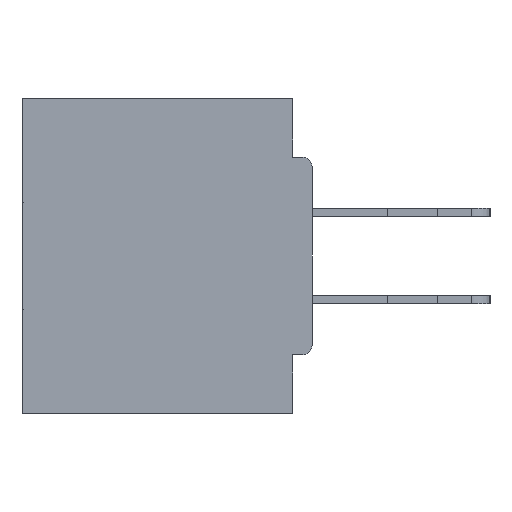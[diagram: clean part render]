
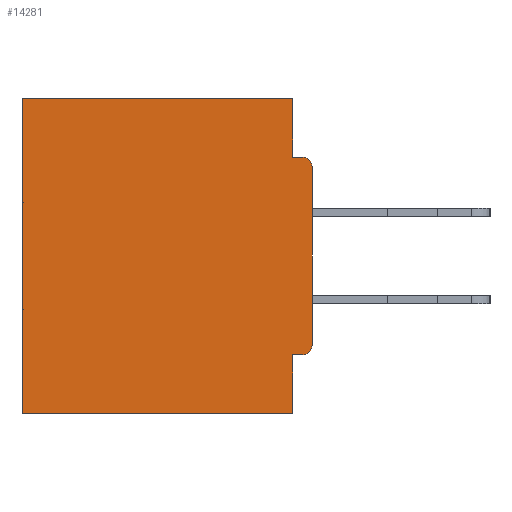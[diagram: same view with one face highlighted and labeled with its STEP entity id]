
A CAD part, left-side view. The second image highlights one B-rep face of the part: STEP entity #14281.
In plain terms, the highlighted planar face has unit normal (-1, 0, 0).
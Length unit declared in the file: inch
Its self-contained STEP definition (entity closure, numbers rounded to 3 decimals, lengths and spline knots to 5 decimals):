
#1673 = VECTOR ( 'NONE', #20856, 39.37008 ) ;
#2140 = CARTESIAN_POINT ( 'NONE',  ( 0.298, 0., 0. ) ) ;
#2157 = VECTOR ( 'NONE', #32661, 39.37008 ) ;
#2775 = CARTESIAN_POINT ( 'NONE',  ( 0.298, 0.015, -0.1085 ) ) ;
#2823 = CARTESIAN_POINT ( 'NONE',  ( 0.298, 0., -0.1085 ) ) ;
#2948 = VERTEX_POINT ( 'NONE', #11915 ) ;
#3536 = CARTESIAN_POINT ( 'NONE',  ( 0.298, 0.46, 0. ) ) ;
#4279 = LINE ( 'NONE', #14313, #31426 ) ;
#4989 = AXIS2_PLACEMENT_3D ( 'NONE', #25935, #42156, #6323 ) ;
#5773 = LINE ( 'NONE', #2140, #11413 ) ;
#6323 = DIRECTION ( 'NONE',  ( 0., 0., -1. ) ) ;
#6643 = CIRCLE ( 'NONE', #31897, 0.015 ) ;
#7334 = CARTESIAN_POINT ( 'NONE',  ( 0.298, 0., -0.0935 ) ) ;
#7546 = ORIENTED_EDGE ( 'NONE', *, *, #16768, .T. ) ;
#7598 = CARTESIAN_POINT ( 'NONE',  ( 0.298, 0.031, -0.4065 ) ) ;
#8968 = PLANE ( 'NONE',  #36699 ) ;
#9127 = ORIENTED_EDGE ( 'NONE', *, *, #38259, .F. ) ;
#9479 = VERTEX_POINT ( 'NONE', #36452 ) ;
#9584 = CARTESIAN_POINT ( 'NONE',  ( 0.298, 0.031, -0.5 ) ) ;
#9805 = DIRECTION ( 'NONE',  ( 0., 0., -1. ) ) ;
#9806 = LINE ( 'NONE', #13893, #17948 ) ;
#10636 = DIRECTION ( 'NONE',  ( 0., -1., 0. ) ) ;
#11216 = ORIENTED_EDGE ( 'NONE', *, *, #30820, .T. ) ;
#11413 = VECTOR ( 'NONE', #12041, 39.37008 ) ;
#11915 = CARTESIAN_POINT ( 'NONE',  ( 0.298, 0.015, -0.4065 ) ) ;
#12041 = DIRECTION ( 'NONE',  ( 0., 1., 0. ) ) ;
#13205 = VERTEX_POINT ( 'NONE', #31409 ) ;
#13546 = EDGE_CURVE ( 'NONE', #41139, #41769, #5773, .T. ) ;
#13893 = CARTESIAN_POINT ( 'NONE',  ( 0.298, 0.46, 0. ) ) ;
#14281 = ADVANCED_FACE ( 'NONE', ( #23159 ), #8968, .F. ) ;
#14313 = CARTESIAN_POINT ( 'NONE',  ( 0.298, 0.031, -0.5 ) ) ;
#14640 = VERTEX_POINT ( 'NONE', #38708 ) ;
#14643 = VERTEX_POINT ( 'NONE', #2823 ) ;
#16768 = EDGE_CURVE ( 'NONE', #2948, #41540, #18830, .T. ) ;
#17042 = CARTESIAN_POINT ( 'NONE',  ( 0.298, 0.015, -0.0935 ) ) ;
#17188 = ORIENTED_EDGE ( 'NONE', *, *, #39562, .T. ) ;
#17948 = VECTOR ( 'NONE', #40039, 39.37008 ) ;
#18484 = DIRECTION ( 'NONE',  ( 0., 0., -1. ) ) ;
#18540 = VERTEX_POINT ( 'NONE', #17042 ) ;
#18646 = ORIENTED_EDGE ( 'NONE', *, *, #13546, .T. ) ;
#18830 = CIRCLE ( 'NONE', #4989, 0.015 ) ;
#19604 = LINE ( 'NONE', #22835, #2157 ) ;
#20856 = DIRECTION ( 'NONE',  ( 0., 0., -1. ) ) ;
#21236 = CARTESIAN_POINT ( 'NONE',  ( 0.298, 0., -0.5 ) ) ;
#22162 = DIRECTION ( 'NONE',  ( 0., 0., -1. ) ) ;
#22835 = CARTESIAN_POINT ( 'NONE',  ( 0.298, 0., -0.4065 ) ) ;
#22859 = DIRECTION ( 'NONE',  ( -1., 0., 0. ) ) ;
#23159 = FACE_OUTER_BOUND ( 'NONE', #29302, .T. ) ;
#23364 = ORIENTED_EDGE ( 'NONE', *, *, #37959, .F. ) ;
#23764 = CARTESIAN_POINT ( 'NONE',  ( 0.298, 0.031, 0. ) ) ;
#25221 = VECTOR ( 'NONE', #10636, 39.37008 ) ;
#25728 = DIRECTION ( 'NONE',  ( 1., 0., 0. ) ) ;
#25935 = CARTESIAN_POINT ( 'NONE',  ( 0.298, 0.015, -0.3915 ) ) ;
#26313 = LINE ( 'NONE', #9584, #34021 ) ;
#27814 = DIRECTION ( 'NONE',  ( 0., 1., 0. ) ) ;
#29302 = EDGE_LOOP ( 'NONE', ( #17188, #9127, #40113, #18646, #11216, #41235, #36092, #30492, #7546, #23364 ) ) ;
#29674 = EDGE_CURVE ( 'NONE', #41139, #9479, #4279, .T. ) ;
#30492 = ORIENTED_EDGE ( 'NONE', *, *, #37118, .F. ) ;
#30820 = EDGE_CURVE ( 'NONE', #41769, #14640, #9806, .T. ) ;
#30868 = CARTESIAN_POINT ( 'NONE',  ( 0.298, 0., 0. ) ) ;
#31409 = CARTESIAN_POINT ( 'NONE',  ( 0.298, 0.031, -0.5 ) ) ;
#31426 = VECTOR ( 'NONE', #18484, 39.37008 ) ;
#31897 = AXIS2_PLACEMENT_3D ( 'NONE', #2775, #22859, #9805 ) ;
#32026 = CARTESIAN_POINT ( 'NONE',  ( 0.298, 0., 0. ) ) ;
#32484 = DIRECTION ( 'NONE',  ( 0., 0., -1. ) ) ;
#32661 = DIRECTION ( 'NONE',  ( 0., 1., 0. ) ) ;
#33765 = VERTEX_POINT ( 'NONE', #7598 ) ;
#34021 = VECTOR ( 'NONE', #32484, 39.37008 ) ;
#34595 = VECTOR ( 'NONE', #27814, 39.37008 ) ;
#34701 = EDGE_CURVE ( 'NONE', #13205, #14640, #37128, .T. ) ;
#34933 = LINE ( 'NONE', #7334, #25221 ) ;
#36092 = ORIENTED_EDGE ( 'NONE', *, *, #36763, .F. ) ;
#36452 = CARTESIAN_POINT ( 'NONE',  ( 0.298, 0.031, -0.0935 ) ) ;
#36699 = AXIS2_PLACEMENT_3D ( 'NONE', #32026, #25728, #22162 ) ;
#36763 = EDGE_CURVE ( 'NONE', #33765, #13205, #26313, .T. ) ;
#37118 = EDGE_CURVE ( 'NONE', #2948, #33765, #19604, .T. ) ;
#37128 = LINE ( 'NONE', #21236, #34595 ) ;
#37959 = EDGE_CURVE ( 'NONE', #14643, #41540, #40569, .T. ) ;
#38259 = EDGE_CURVE ( 'NONE', #9479, #18540, #34933, .T. ) ;
#38708 = CARTESIAN_POINT ( 'NONE',  ( 0.298, 0.46, -0.5 ) ) ;
#39193 = CARTESIAN_POINT ( 'NONE',  ( 0.298, 0., -0.3915 ) ) ;
#39562 = EDGE_CURVE ( 'NONE', #14643, #18540, #6643, .T. ) ;
#40039 = DIRECTION ( 'NONE',  ( 0., 0., -1. ) ) ;
#40113 = ORIENTED_EDGE ( 'NONE', *, *, #29674, .F. ) ;
#40569 = LINE ( 'NONE', #30868, #1673 ) ;
#41139 = VERTEX_POINT ( 'NONE', #23764 ) ;
#41235 = ORIENTED_EDGE ( 'NONE', *, *, #34701, .F. ) ;
#41540 = VERTEX_POINT ( 'NONE', #39193 ) ;
#41769 = VERTEX_POINT ( 'NONE', #3536 ) ;
#42156 = DIRECTION ( 'NONE',  ( -1., 0., 0. ) ) ;
